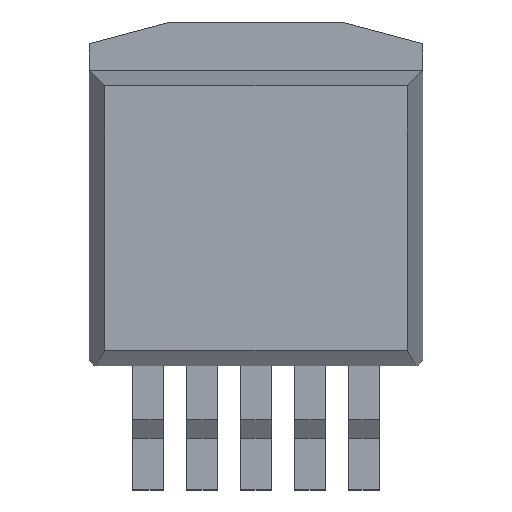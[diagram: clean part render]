
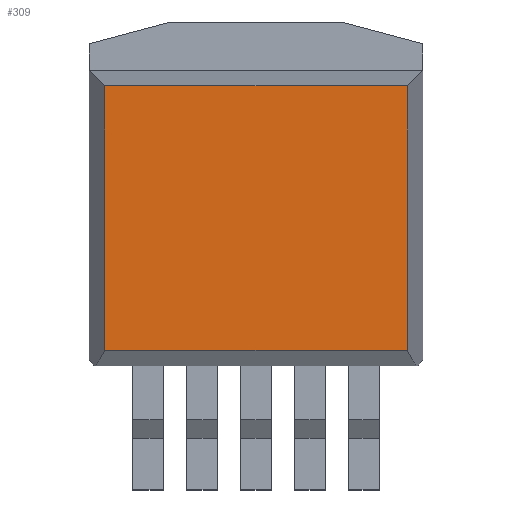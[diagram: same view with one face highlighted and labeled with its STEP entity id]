
A CAD part, top view. The second image highlights one B-rep face of the part: STEP entity #309.
In plain terms, the highlighted planar face has unit normal (0, 0, 1).
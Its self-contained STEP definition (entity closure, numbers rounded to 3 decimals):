
#135 = VERTEX_POINT('',#136);
#136 = CARTESIAN_POINT('',(-4.758,4.158,4.5));
#153 = VERTEX_POINT('',#154);
#154 = CARTESIAN_POINT('',(-4.758,-4.164,4.5));
#160 = EDGE_CURVE('',#135,#153,#161,.T.);
#161 = LINE('',#162,#163);
#162 = CARTESIAN_POINT('',(-4.758,22.675,4.5));
#163 = VECTOR('',#164,1.);
#164 = DIRECTION('',(0.,-1.,0.));
#247 = VERTEX_POINT('',#248);
#248 = CARTESIAN_POINT('',(4.758,4.158,4.5));
#263 = VERTEX_POINT('',#264);
#264 = CARTESIAN_POINT('',(4.758,-4.164,4.5));
#270 = EDGE_CURVE('',#247,#263,#271,.T.);
#271 = LINE('',#272,#273);
#272 = CARTESIAN_POINT('',(4.758,22.675,4.5));
#273 = VECTOR('',#274,1.);
#274 = DIRECTION('',(0.,-1.,0.));
#299 = EDGE_CURVE('',#135,#247,#300,.T.);
#300 = LINE('',#301,#302);
#301 = CARTESIAN_POINT('',(-27.625,4.158,4.5));
#302 = VECTOR('',#303,1.);
#303 = DIRECTION('',(1.,0.,-0.));
#309 = ADVANCED_FACE('',(#310),#321,.T.);
#310 = FACE_BOUND('',#311,.T.);
#311 = EDGE_LOOP('',(#312,#313,#314,#320));
#312 = ORIENTED_EDGE('',*,*,#299,.F.);
#313 = ORIENTED_EDGE('',*,*,#160,.T.);
#314 = ORIENTED_EDGE('',*,*,#315,.T.);
#315 = EDGE_CURVE('',#153,#263,#316,.T.);
#316 = LINE('',#317,#318);
#317 = CARTESIAN_POINT('',(-27.625,-4.164,4.5));
#318 = VECTOR('',#319,1.);
#319 = DIRECTION('',(1.,0.,-0.));
#320 = ORIENTED_EDGE('',*,*,#270,.F.);
#321 = PLANE('',#322);
#322 = AXIS2_PLACEMENT_3D('',#323,#324,#325);
#323 = CARTESIAN_POINT('',(-5.25,-4.65,4.5));
#324 = DIRECTION('',(0.,0.,1.));
#325 = DIRECTION('',(1.,0.,0.));
